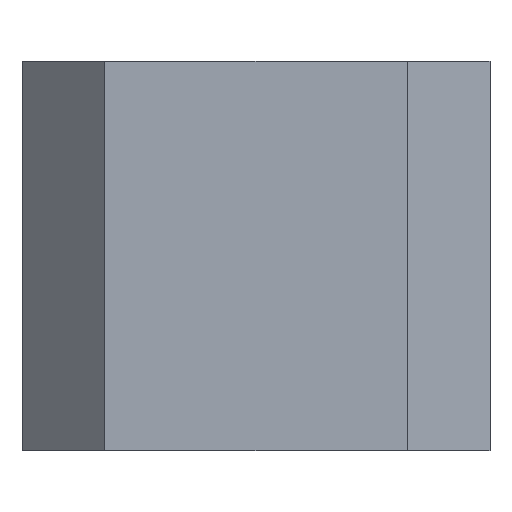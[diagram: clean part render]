
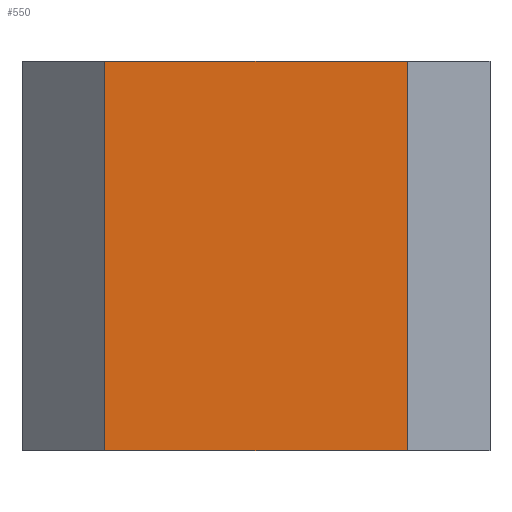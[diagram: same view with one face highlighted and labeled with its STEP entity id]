
A CAD part, top view. The second image highlights one B-rep face of the part: STEP entity #550.
In plain terms, the highlighted planar face has unit normal (0, 0, 1).
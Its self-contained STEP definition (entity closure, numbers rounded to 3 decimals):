
#19=DIRECTION('',(1.,0.,0.));
#20=VECTOR('',#19,36.5);
#21=CARTESIAN_POINT('',(-18.25,0.,10.));
#22=LINE('',#21,#20);
#133=DIRECTION('',(1.,0.,0.));
#134=VECTOR('',#133,36.5);
#135=CARTESIAN_POINT('',(-18.25,47.,10.));
#136=LINE('',#135,#134);
#185=DIRECTION('',(0.,1.,0.));
#186=VECTOR('',#185,47.);
#187=CARTESIAN_POINT('',(18.25,0.,10.));
#188=LINE('',#187,#186);
#189=DIRECTION('',(0.,1.,0.));
#190=VECTOR('',#189,47.);
#191=CARTESIAN_POINT('',(-18.25,0.,10.));
#192=LINE('',#191,#190);
#201=CARTESIAN_POINT('',(-18.25,0.,10.));
#202=VERTEX_POINT('',#201);
#203=CARTESIAN_POINT('',(18.25,0.,10.));
#204=VERTEX_POINT('',#203);
#213=CARTESIAN_POINT('',(-18.25,47.,10.));
#214=VERTEX_POINT('',#213);
#215=CARTESIAN_POINT('',(18.25,47.,10.));
#216=VERTEX_POINT('',#215);
#538=CARTESIAN_POINT('',(-18.25,0.,10.));
#539=DIRECTION('',(0.,0.,1.));
#540=DIRECTION('',(1.,0.,0.));
#541=AXIS2_PLACEMENT_3D('',#538,#539,#540);
#542=PLANE('',#541);
#543=ORIENTED_EDGE('',*,*,#270,.F.);
#545=ORIENTED_EDGE('',*,*,#544,.T.);
#546=ORIENTED_EDGE('',*,*,#468,.T.);
#547=ORIENTED_EDGE('',*,*,#531,.F.);
#548=EDGE_LOOP('',(#543,#545,#546,#547));
#549=FACE_OUTER_BOUND('',#548,.F.);
#550=ADVANCED_FACE('',(#549),#542,.T.);
#270=EDGE_CURVE('',#202,#204,#22,.T.);
#468=EDGE_CURVE('',#214,#216,#136,.T.);
#531=EDGE_CURVE('',#204,#216,#188,.T.);
#544=EDGE_CURVE('',#202,#214,#192,.T.);
